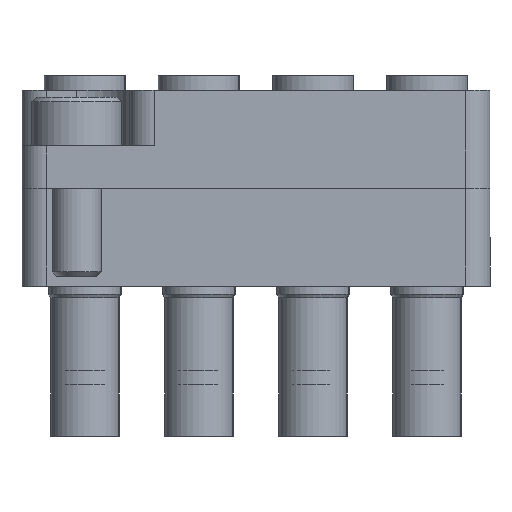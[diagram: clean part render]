
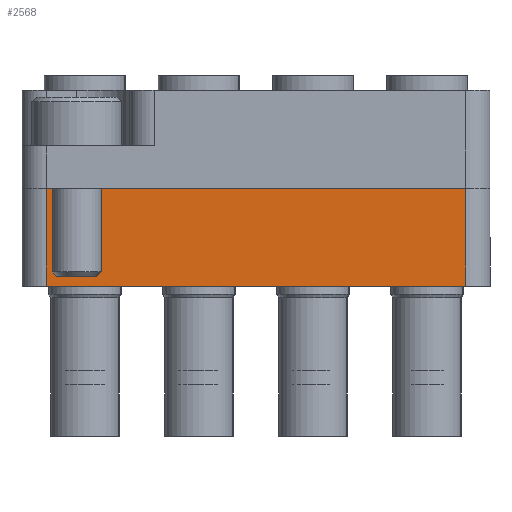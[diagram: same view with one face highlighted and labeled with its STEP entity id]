
A CAD part, front view. The second image highlights one B-rep face of the part: STEP entity #2568.
In plain terms, the highlighted face is planar.
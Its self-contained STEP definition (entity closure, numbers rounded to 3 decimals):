
#910 = CARTESIAN_POINT ( 'NONE',  ( 22., 0., -12.85 ) ) ;
#1224 = VERTEX_POINT ( 'NONE', #10619 ) ;
#1324 = VERTEX_POINT ( 'NONE', #10146 ) ;
#1467 = EDGE_CURVE ( 'NONE', #1224, #1324, #5051, .T. ) ;
#1614 = CARTESIAN_POINT ( 'NONE',  ( 22., -6., -12.85 ) ) ;
#2568 = ADVANCED_FACE ( 'NONE', ( #11832 ), #8792, .F. ) ;
#3159 = VERTEX_POINT ( 'NONE', #910 ) ;
#3358 = VECTOR ( 'NONE', #4130, 1000. ) ;
#4130 = DIRECTION ( 'NONE',  ( 0., 0., 1. ) ) ;
#4229 = CARTESIAN_POINT ( 'NONE',  ( 22., 0., 14.35 ) ) ;
#4962 = ORIENTED_EDGE ( 'NONE', *, *, #7384, .F. ) ;
#5051 = LINE ( 'NONE', #19479, #19768 ) ;
#5683 = LINE ( 'NONE', #4229, #3358 ) ;
#7384 = EDGE_CURVE ( 'NONE', #9018, #1324, #16523, .T. ) ;
#8336 = VECTOR ( 'NONE', #16735, 1000. ) ;
#8792 = PLANE ( 'NONE',  #9613 ) ;
#9018 = VERTEX_POINT ( 'NONE', #1614 ) ;
#9263 = EDGE_CURVE ( 'NONE', #3159, #1224, #5683, .T. ) ;
#9613 = AXIS2_PLACEMENT_3D ( 'NONE', #20099, #19686, #15092 ) ;
#10001 = VECTOR ( 'NONE', #13191, 1000. ) ;
#10146 = CARTESIAN_POINT ( 'NONE',  ( 22., -6., 12.85 ) ) ;
#10334 = CARTESIAN_POINT ( 'NONE',  ( 22., -6., 14.35 ) ) ;
#10619 = CARTESIAN_POINT ( 'NONE',  ( 22., 0., 12.85 ) ) ;
#10946 = ORIENTED_EDGE ( 'NONE', *, *, #11597, .T. ) ;
#11143 = CARTESIAN_POINT ( 'NONE',  ( 22., 0., -12.85 ) ) ;
#11150 = ORIENTED_EDGE ( 'NONE', *, *, #1467, .T. ) ;
#11597 = EDGE_CURVE ( 'NONE', #9018, #3159, #12715, .T. ) ;
#11832 = FACE_OUTER_BOUND ( 'NONE', #12439, .T. ) ;
#12439 = EDGE_LOOP ( 'NONE', ( #4962, #10946, #19601, #11150 ) ) ;
#12715 = LINE ( 'NONE', #11143, #10001 ) ;
#13191 = DIRECTION ( 'NONE',  ( 0., 1., 0. ) ) ;
#15092 = DIRECTION ( 'NONE',  ( 0., 0., 1. ) ) ;
#16523 = LINE ( 'NONE', #10334, #8336 ) ;
#16735 = DIRECTION ( 'NONE',  ( 0., 0., 1. ) ) ;
#17810 = DIRECTION ( 'NONE',  ( 0., -1., 0. ) ) ;
#19479 = CARTESIAN_POINT ( 'NONE',  ( 22., -6., 12.85 ) ) ;
#19601 = ORIENTED_EDGE ( 'NONE', *, *, #9263, .T. ) ;
#19686 = DIRECTION ( 'NONE',  ( -1., 0., 0. ) ) ;
#19768 = VECTOR ( 'NONE', #17810, 1000. ) ;
#20099 = CARTESIAN_POINT ( 'NONE',  ( 22., -6., 14.35 ) ) ;
